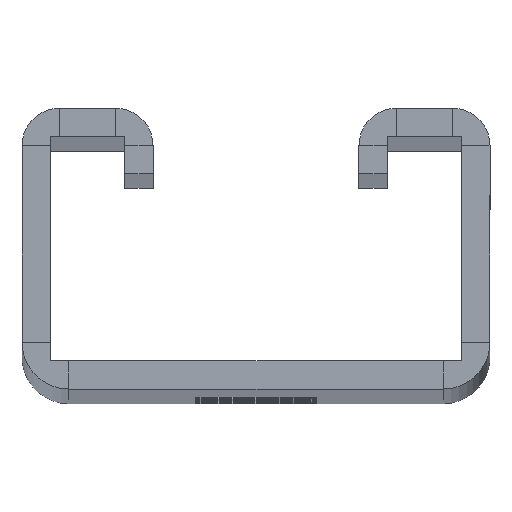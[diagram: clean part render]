
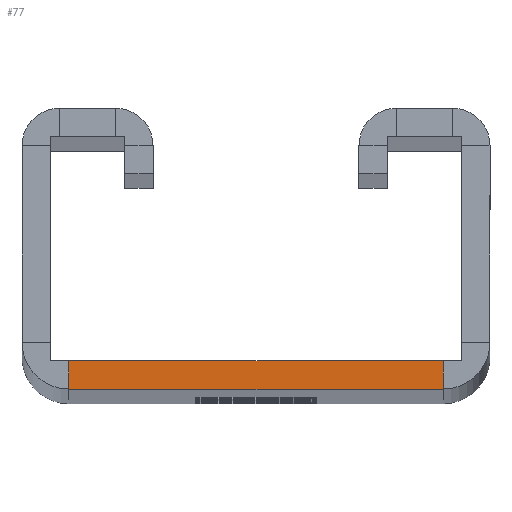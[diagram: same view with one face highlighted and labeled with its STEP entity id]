
A CAD part, top view. The second image highlights one B-rep face of the part: STEP entity #77.
In plain terms, the highlighted planar face has unit normal (0, 0, 1).
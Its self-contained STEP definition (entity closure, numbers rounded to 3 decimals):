
#12 = CARTESIAN_POINT ( 'NONE',  ( 20., -27., 900. ) ) ;
#33 = VERTEX_POINT ( 'NONE', #2526 ) ;
#77 = ADVANCED_FACE ( 'NONE', ( #2500 ), #1490, .T. ) ;
#95 = ORIENTED_EDGE ( 'NONE', *, *, #1767, .T. ) ;
#178 = LINE ( 'NONE', #594, #1448 ) ;
#287 = DIRECTION ( 'NONE',  ( 1., 0., 0. ) ) ;
#437 = CARTESIAN_POINT ( 'NONE',  ( -25., -27., 900. ) ) ;
#477 = EDGE_CURVE ( 'NONE', #628, #614, #178, .T. ) ;
#530 = LINE ( 'NONE', #1334, #684 ) ;
#581 = LINE ( 'NONE', #2229, #2148 ) ;
#594 = CARTESIAN_POINT ( 'NONE',  ( 20., -30., 900. ) ) ;
#614 = VERTEX_POINT ( 'NONE', #12 ) ;
#628 = VERTEX_POINT ( 'NONE', #1613 ) ;
#658 = DIRECTION ( 'NONE',  ( 0., -1., 0. ) ) ;
#684 = VECTOR ( 'NONE', #1730, 1000. ) ;
#1226 = EDGE_CURVE ( 'NONE', #628, #2146, #530, .T. ) ;
#1231 = LINE ( 'NONE', #437, #2292 ) ;
#1254 = ORIENTED_EDGE ( 'NONE', *, *, #2218, .T. ) ;
#1295 = DIRECTION ( 'NONE',  ( 0., 0., 1. ) ) ;
#1334 = CARTESIAN_POINT ( 'NONE',  ( -25., -30., 900. ) ) ;
#1375 = DIRECTION ( 'NONE',  ( 0., 1., 0. ) ) ;
#1440 = ORIENTED_EDGE ( 'NONE', *, *, #1226, .F. ) ;
#1448 = VECTOR ( 'NONE', #1375, 1000. ) ;
#1490 = PLANE ( 'NONE',  #2281 ) ;
#1591 = CARTESIAN_POINT ( 'NONE',  ( -20., -30., 900. ) ) ;
#1613 = CARTESIAN_POINT ( 'NONE',  ( 20., -30., 900. ) ) ;
#1730 = DIRECTION ( 'NONE',  ( -1., 0., 0. ) ) ;
#1767 = EDGE_CURVE ( 'NONE', #614, #33, #1231, .T. ) ;
#2043 = ORIENTED_EDGE ( 'NONE', *, *, #477, .T. ) ;
#2146 = VERTEX_POINT ( 'NONE', #1591 ) ;
#2148 = VECTOR ( 'NONE', #658, 1000. ) ;
#2218 = EDGE_CURVE ( 'NONE', #33, #2146, #581, .T. ) ;
#2229 = CARTESIAN_POINT ( 'NONE',  ( -20., -27., 900. ) ) ;
#2230 = EDGE_LOOP ( 'NONE', ( #1440, #2043, #95, #1254 ) ) ;
#2281 = AXIS2_PLACEMENT_3D ( 'NONE', #2293, #1295, #287 ) ;
#2292 = VECTOR ( 'NONE', #2397, 1000. ) ;
#2293 = CARTESIAN_POINT ( 'NONE',  ( 22., -25., 900. ) ) ;
#2397 = DIRECTION ( 'NONE',  ( -1., 0., 0. ) ) ;
#2500 = FACE_OUTER_BOUND ( 'NONE', #2230, .T. ) ;
#2526 = CARTESIAN_POINT ( 'NONE',  ( -20., -27., 900. ) ) ;
